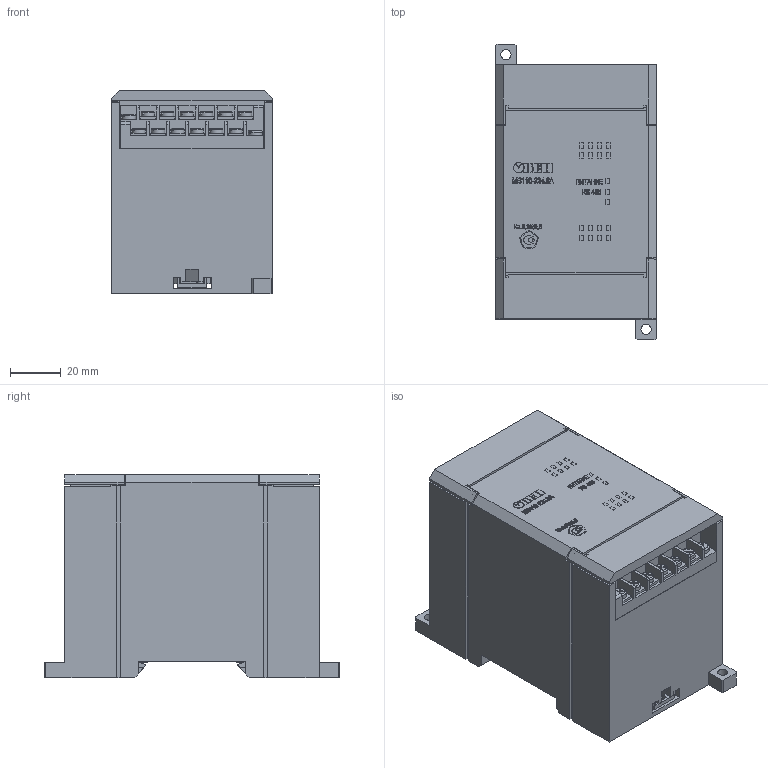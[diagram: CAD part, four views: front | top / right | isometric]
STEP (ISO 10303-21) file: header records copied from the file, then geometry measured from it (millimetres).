
FILE_DESCRIPTION (( 'STEP AP214' ), '1' );
FILE_NAME ('3D ìîäåëü ÌÂ110-220.8A (Ì01).STEP', '2020-06-09T13:01:49', ( '' ), ( '' ), 'SwSTEP 2.0', 'SolidWorks 2015', '' );
FILE_SCHEMA (( 'AUTOMOTIVE_DESIGN' ));
Length unit declared in the file: millimetre
Products named in the file (5): Êðûøêà Ìõ110 (Ì01); Ðîçåòêà ÌÕ-12 (Ì01); 3D ìîäåëü ÌÂ110-220.8A (Ì01); Êîðïóñ ÌÂ110-8A (Ì01); Çàùåëêà Din (M01)
Assembly tree (7 placements, depth 2):
  3D ìîäåëü ÌÂ110-220.8A (Ì01)
    Êîðïóñ ÌÂ110-8A (Ì01)
    Çàùåëêà Din (M01)  x2
    Ðîçåòêà ÌÕ-12 (Ì01)  x2
    Êðûøêà Ìõ110 (Ì01)  x2
Bounding box: 63 x 115.81 x 79.73 mm (x, y, z)
Volume: 458522.8 mm3; surface area: 66563.5 mm2
Topology: 35 solids, 35 shells, 1875 faces, 5059 edges, 3366 vertices
Faces by surface type: plane 1499, bspline 144, cylinder 120, torus 60, cone 52
Full cylindrical faces by diameter (mm): 2 x8, 2.4 x4, 4 x2, 5.2 x24, 5.5 x4
Entity records: 61617 total; most frequent: CARTESIAN_POINT 15195, ORIENTED_EDGE 7550, DIRECTION 6135, EDGE_CURVE 3775, LINE 3067, VECTOR 3067, VERTEX_POINT 2526, EDGE_LOOP 1563
